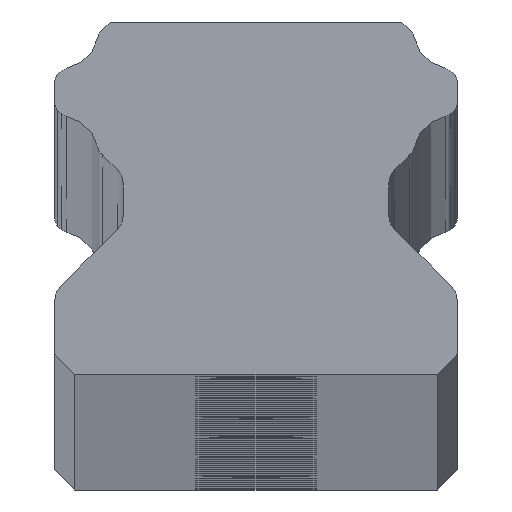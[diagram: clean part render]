
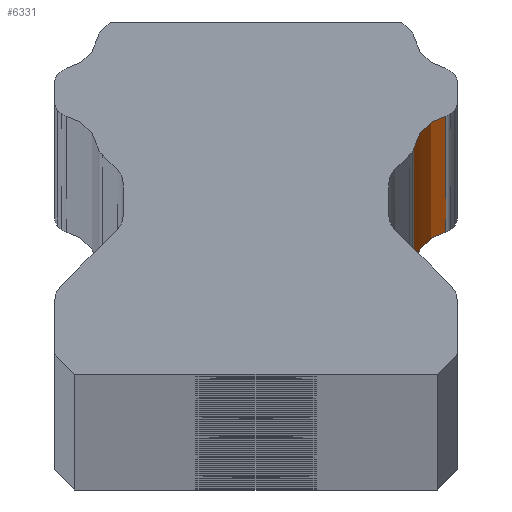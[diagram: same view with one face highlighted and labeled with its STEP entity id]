
A CAD part, top view. The second image highlights one B-rep face of the part: STEP entity #6331.
In plain terms, the highlighted cylindrical face has radius 2 mm (diameter 4 mm), a partial arc.
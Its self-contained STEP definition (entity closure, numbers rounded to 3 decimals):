
#58 = ORIENTED_EDGE ( 'NONE', *, *, #5068, .T. ) ;
#226 = DIRECTION ( 'NONE',  ( -1., 0., 0. ) ) ;
#479 = CYLINDRICAL_SURFACE ( 'NONE', #6444, 2. ) ;
#1023 = DIRECTION ( 'NONE',  ( 0., 0., -1. ) ) ;
#1270 = DIRECTION ( 'NONE',  ( -1., 0., 0. ) ) ;
#1444 = CARTESIAN_POINT ( 'NONE',  ( 7.847, -2.767, 1650. ) ) ;
#1474 = FACE_OUTER_BOUND ( 'NONE', #4608, .T. ) ;
#1717 = VERTEX_POINT ( 'NONE', #2477 ) ;
#1732 = DIRECTION ( 'NONE',  ( 0., 0., -1. ) ) ;
#2115 = EDGE_CURVE ( 'NONE', #1717, #9253, #7644, .T. ) ;
#2477 = CARTESIAN_POINT ( 'NONE',  ( 7.847, -2.767, 1650. ) ) ;
#2498 = CIRCLE ( 'NONE', #7115, 2. ) ;
#2727 = CARTESIAN_POINT ( 'NONE',  ( 9.432, -1.182, 1650. ) ) ;
#2777 = EDGE_CURVE ( 'NONE', #1717, #2874, #2498, .T. ) ;
#2874 = VERTEX_POINT ( 'NONE', #2727 ) ;
#3240 = CARTESIAN_POINT ( 'NONE',  ( 7.847, -2.767, -1650. ) ) ;
#3507 = VECTOR ( 'NONE', #6201, 1000. ) ;
#3979 = ORIENTED_EDGE ( 'NONE', *, *, #8770, .F. ) ;
#4126 = DIRECTION ( 'NONE',  ( -1., 0., 0. ) ) ;
#4608 = EDGE_LOOP ( 'NONE', ( #58, #3979, #5695, #9665 ) ) ;
#5068 = EDGE_CURVE ( 'NONE', #9253, #8176, #5379, .T. ) ;
#5379 = CIRCLE ( 'NONE', #6931, 2. ) ;
#5695 = ORIENTED_EDGE ( 'NONE', *, *, #2777, .F. ) ;
#6047 = DIRECTION ( 'NONE',  ( 0., 0., -1. ) ) ;
#6201 = DIRECTION ( 'NONE',  ( 0., 0., -1. ) ) ;
#6331 = ADVANCED_FACE ( 'NONE', ( #1474 ), #479, .F. ) ;
#6418 = CARTESIAN_POINT ( 'NONE',  ( 9.811, -3.146, 1650. ) ) ;
#6444 = AXIS2_PLACEMENT_3D ( 'NONE', #9935, #6047, #1270 ) ;
#6484 = CARTESIAN_POINT ( 'NONE',  ( 9.811, -3.146, -1650. ) ) ;
#6853 = CARTESIAN_POINT ( 'NONE',  ( 9.432, -1.182, -1650. ) ) ;
#6931 = AXIS2_PLACEMENT_3D ( 'NONE', #6484, #1023, #226 ) ;
#7115 = AXIS2_PLACEMENT_3D ( 'NONE', #6418, #1732, #4126 ) ;
#7244 = CARTESIAN_POINT ( 'NONE',  ( 9.432, -1.182, 1650. ) ) ;
#7644 = LINE ( 'NONE', #1444, #3507 ) ;
#8008 = DIRECTION ( 'NONE',  ( 0., 0., -1. ) ) ;
#8176 = VERTEX_POINT ( 'NONE', #6853 ) ;
#8770 = EDGE_CURVE ( 'NONE', #2874, #8176, #9001, .T. ) ;
#9001 = LINE ( 'NONE', #7244, #9368 ) ;
#9253 = VERTEX_POINT ( 'NONE', #3240 ) ;
#9368 = VECTOR ( 'NONE', #8008, 1000. ) ;
#9665 = ORIENTED_EDGE ( 'NONE', *, *, #2115, .T. ) ;
#9935 = CARTESIAN_POINT ( 'NONE',  ( 9.811, -3.146, 1650. ) ) ;
